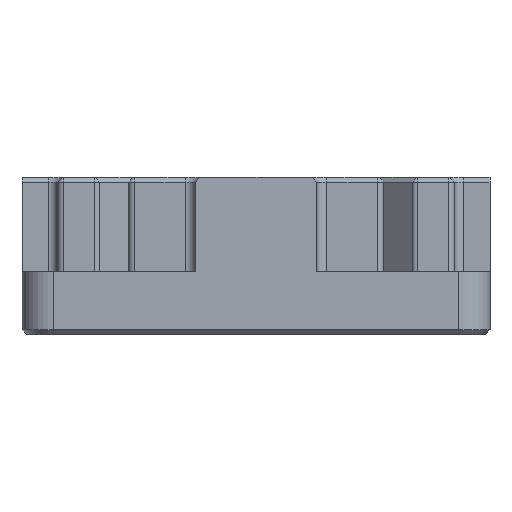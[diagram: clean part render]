
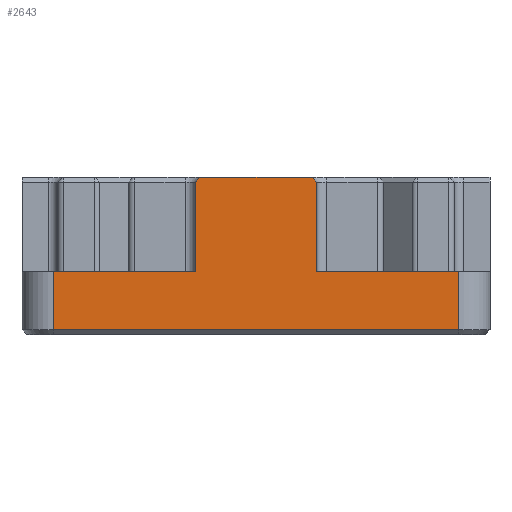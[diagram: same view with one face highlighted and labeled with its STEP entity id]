
A CAD part, left-side view. The second image highlights one B-rep face of the part: STEP entity #2643.
In plain terms, the highlighted planar face has unit normal (-1, 0, 0).
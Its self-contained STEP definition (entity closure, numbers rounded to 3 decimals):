
#30=PLANE('',#2819);
#162=FACE_OUTER_BOUND('',#323,.T.);
#323=EDGE_LOOP('',(#1849,#1850,#1851,#1852,#1853,#1854,#1855,#1856,#1857,
#1858));
#476=LINE('',#3912,#758);
#499=LINE('',#3976,#781);
#500=LINE('',#3980,#782);
#501=LINE('',#3982,#783);
#502=LINE('',#3984,#784);
#503=LINE('',#3986,#785);
#504=LINE('',#3988,#786);
#505=LINE('',#3990,#787);
#506=LINE('',#3992,#788);
#507=LINE('',#3993,#789);
#758=VECTOR('',#3085,10.);
#781=VECTOR('',#3146,10.);
#782=VECTOR('',#3151,10.);
#783=VECTOR('',#3152,10.);
#784=VECTOR('',#3153,10.);
#785=VECTOR('',#3154,10.);
#786=VECTOR('',#3155,10.);
#787=VECTOR('',#3156,10.);
#788=VECTOR('',#3157,10.);
#789=VECTOR('',#3158,10.);
#1149=VERTEX_POINT('',#3905);
#1152=VERTEX_POINT('',#3910);
#1174=VERTEX_POINT('',#3975);
#1175=VERTEX_POINT('',#3979);
#1176=VERTEX_POINT('',#3981);
#1177=VERTEX_POINT('',#3983);
#1178=VERTEX_POINT('',#3985);
#1179=VERTEX_POINT('',#3987);
#1180=VERTEX_POINT('',#3989);
#1181=VERTEX_POINT('',#3991);
#1397=EDGE_CURVE('',#1152,#1149,#476,.T.);
#1429=EDGE_CURVE('',#1149,#1174,#499,.T.);
#1431=EDGE_CURVE('',#1175,#1152,#500,.T.);
#1432=EDGE_CURVE('',#1175,#1176,#501,.T.);
#1433=EDGE_CURVE('',#1176,#1177,#502,.T.);
#1434=EDGE_CURVE('',#1178,#1177,#503,.T.);
#1435=EDGE_CURVE('',#1178,#1179,#504,.T.);
#1436=EDGE_CURVE('',#1180,#1179,#505,.T.);
#1437=EDGE_CURVE('',#1181,#1180,#506,.F.);
#1438=EDGE_CURVE('',#1181,#1174,#507,.T.);
#1849=ORIENTED_EDGE('',*,*,#1397,.F.);
#1850=ORIENTED_EDGE('',*,*,#1431,.F.);
#1851=ORIENTED_EDGE('',*,*,#1432,.T.);
#1852=ORIENTED_EDGE('',*,*,#1433,.T.);
#1853=ORIENTED_EDGE('',*,*,#1434,.F.);
#1854=ORIENTED_EDGE('',*,*,#1435,.T.);
#1855=ORIENTED_EDGE('',*,*,#1436,.F.);
#1856=ORIENTED_EDGE('',*,*,#1437,.F.);
#1857=ORIENTED_EDGE('',*,*,#1438,.T.);
#1858=ORIENTED_EDGE('',*,*,#1429,.F.);
#2643=ADVANCED_FACE('',(#162),#30,.T.);
#2819=AXIS2_PLACEMENT_3D('',#3978,#3149,#3150);
#3085=DIRECTION('',(0.,1.,0.));
#3146=DIRECTION('',(0.,0.,1.));
#3149=DIRECTION('center_axis',(-1.,0.,0.));
#3150=DIRECTION('ref_axis',(0.,1.,0.));
#3151=DIRECTION('',(0.,0.,-1.));
#3152=DIRECTION('',(0.,1.,0.));
#3153=DIRECTION('',(0.,0.,1.));
#3154=DIRECTION('',(0.,-0.707,-0.707));
#3155=DIRECTION('',(0.,1.,0.));
#3156=DIRECTION('',(0.,-0.707,0.707));
#3157=DIRECTION('',(0.,0.,-1.));
#3158=DIRECTION('',(0.,1.,0.));
#3905=CARTESIAN_POINT('',(-14.9,12.9,-3.7));
#3910=CARTESIAN_POINT('',(-14.9,-12.9,-3.7));
#3912=CARTESIAN_POINT('',(-14.9,-7.5,-3.7));
#3975=CARTESIAN_POINT('',(-14.9,12.9,0.));
#3976=CARTESIAN_POINT('',(-14.9,12.9,0.));
#3978=CARTESIAN_POINT('Origin',(-14.9,-15.,0.));
#3979=CARTESIAN_POINT('',(-14.9,-12.9,0.));
#3980=CARTESIAN_POINT('',(-14.9,-12.9,0.));
#3981=CARTESIAN_POINT('',(-14.9,-3.88,0.));
#3982=CARTESIAN_POINT('',(-14.9,-7.5,0.));
#3983=CARTESIAN_POINT('',(-14.9,-3.88,5.7));
#3984=CARTESIAN_POINT('',(-14.9,-3.88,0.));
#3985=CARTESIAN_POINT('',(-14.9,-3.58,6.));
#3986=CARTESIAN_POINT('',(-14.9,-8.01,1.57));
#3987=CARTESIAN_POINT('',(-14.9,3.58,6.));
#3988=CARTESIAN_POINT('',(-14.9,-5.467,6.));
#3989=CARTESIAN_POINT('',(-14.9,3.88,5.7));
#3990=CARTESIAN_POINT('',(-14.9,0.51,9.07));
#3991=CARTESIAN_POINT('',(-14.9,3.88,0.));
#3992=CARTESIAN_POINT('',(-14.9,3.88,0.));
#3993=CARTESIAN_POINT('',(-14.9,-7.5,0.));
